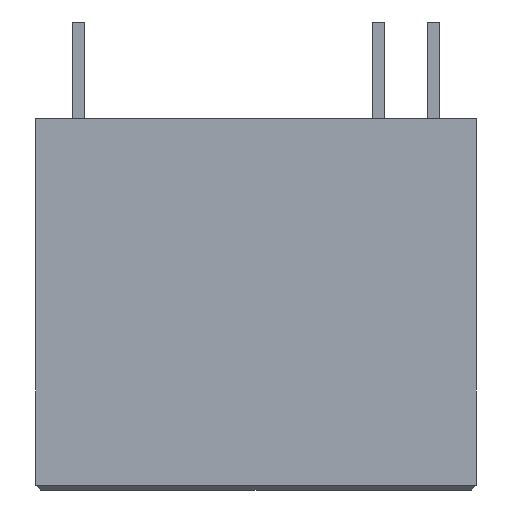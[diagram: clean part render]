
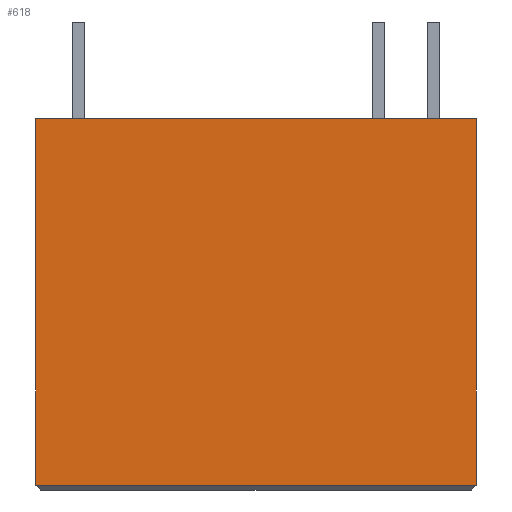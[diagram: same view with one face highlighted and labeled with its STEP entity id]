
A CAD part, front view. The second image highlights one B-rep face of the part: STEP entity #618.
In plain terms, the highlighted planar face has unit normal (0, -1, 0).
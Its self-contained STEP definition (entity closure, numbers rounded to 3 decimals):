
#67=DIRECTION('',(1.,0.,0.));
#68=VECTOR('',#67,18.25);
#69=CARTESIAN_POINT('',(0.,-10.,0.));
#70=LINE('',#69,#68);
#175=DIRECTION('',(0.,0.,-1.));
#176=VECTOR('',#175,15.2);
#177=CARTESIAN_POINT('',(18.25,-10.,0.));
#178=LINE('',#177,#176);
#179=DIRECTION('',(-1.,0.,0.));
#180=VECTOR('',#179,18.25);
#181=CARTESIAN_POINT('',(18.25,-10.,-15.2));
#182=LINE('',#181,#180);
#183=DIRECTION('',(0.,0.,-1.));
#184=VECTOR('',#183,15.2);
#185=CARTESIAN_POINT('',(0.,-10.,0.));
#186=LINE('',#185,#184);
#328=CARTESIAN_POINT('',(0.,-10.,0.));
#330=VERTEX_POINT('',#328);
#331=CARTESIAN_POINT('',(18.25,-10.,0.));
#332=VERTEX_POINT('',#331);
#404=CARTESIAN_POINT('',(18.25,-10.,-15.2));
#406=VERTEX_POINT('',#404);
#409=CARTESIAN_POINT('',(0.,-10.,-15.2));
#410=VERTEX_POINT('',#409);
#607=CARTESIAN_POINT('',(0.,-10.,0.));
#608=DIRECTION('',(0.,-1.,0.));
#609=DIRECTION('',(1.,0.,0.));
#610=AXIS2_PLACEMENT_3D('',#607,#608,#609);
#611=PLANE('',#610);
#612=ORIENTED_EDGE('',*,*,#530,.T.);
#613=ORIENTED_EDGE('',*,*,#488,.F.);
#614=ORIENTED_EDGE('',*,*,#426,.T.);
#615=ORIENTED_EDGE('',*,*,#592,.T.);
#616=EDGE_LOOP('',(#612,#613,#614,#615));
#617=FACE_OUTER_BOUND('',#616,.F.);
#618=ADVANCED_FACE('',(#617),#611,.T.);
#426=EDGE_CURVE('',#330,#332,#70,.T.);
#488=EDGE_CURVE('',#330,#410,#186,.T.);
#530=EDGE_CURVE('',#406,#410,#182,.T.);
#592=EDGE_CURVE('',#332,#406,#178,.T.);
